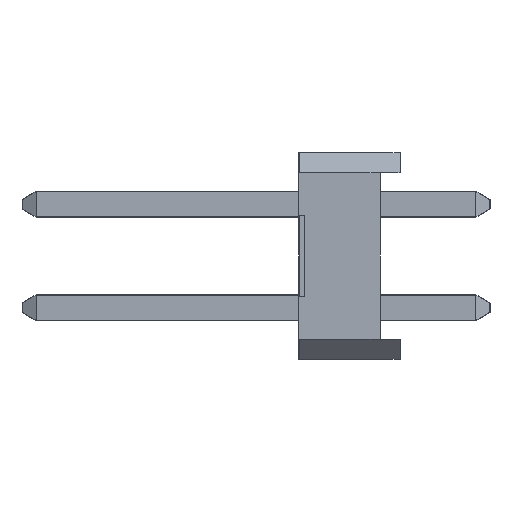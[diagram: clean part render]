
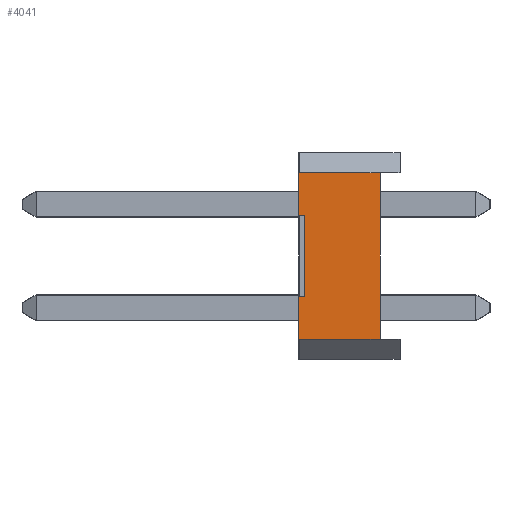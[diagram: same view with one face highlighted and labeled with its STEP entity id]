
A CAD part, left-side view. The second image highlights one B-rep face of the part: STEP entity #4041.
In plain terms, the highlighted planar face has unit normal (-1, 0, 0).
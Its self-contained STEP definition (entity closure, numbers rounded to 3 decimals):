
#23 = EDGE_CURVE ( 'NONE', #2527, #2610, #2029, .T. ) ;
#105 = DIRECTION ( 'NONE',  ( 0., 1., 0. ) ) ;
#116 = DIRECTION ( 'NONE',  ( 0., 0., 1. ) ) ;
#122 = CARTESIAN_POINT ( 'NONE',  ( -1.27, 2.49, -2.04 ) ) ;
#183 = CARTESIAN_POINT ( 'NONE',  ( -1.27, 2.5, 1.01 ) ) ;
#200 = ORIENTED_EDGE ( 'NONE', *, *, #484, .T. ) ;
#228 = CARTESIAN_POINT ( 'NONE',  ( -1.27, 0.5, 2.04 ) ) ;
#247 = EDGE_CURVE ( 'NONE', #375, #1044, #3260, .T. ) ;
#283 = CARTESIAN_POINT ( 'NONE',  ( -1.27, 2.49, -2.03 ) ) ;
#289 = CARTESIAN_POINT ( 'NONE',  ( -1.27, -4.081, -2.04 ) ) ;
#313 = VERTEX_POINT ( 'NONE', #2079 ) ;
#322 = VECTOR ( 'NONE', #4068, 1000. ) ;
#375 = VERTEX_POINT ( 'NONE', #3294 ) ;
#424 = EDGE_CURVE ( 'NONE', #4076, #3936, #3971, .T. ) ;
#478 = DIRECTION ( 'NONE',  ( -1., 0., 0. ) ) ;
#484 = EDGE_CURVE ( 'NONE', #313, #375, #2181, .T. ) ;
#495 = CARTESIAN_POINT ( 'NONE',  ( -1.27, 2.49, 1. ) ) ;
#515 = VECTOR ( 'NONE', #2457, 1000. ) ;
#534 = DIRECTION ( 'NONE',  ( 0., 0., 1. ) ) ;
#547 = CARTESIAN_POINT ( 'NONE',  ( -1.27, 2.35, 1. ) ) ;
#572 = CARTESIAN_POINT ( 'NONE',  ( -1.27, 2.49, -1. ) ) ;
#574 = CARTESIAN_POINT ( 'NONE',  ( -1.27, 2.35, 1. ) ) ;
#641 = DIRECTION ( 'NONE',  ( -1., 0., 0. ) ) ;
#802 = VERTEX_POINT ( 'NONE', #2333 ) ;
#811 = LINE ( 'NONE', #3344, #3589 ) ;
#835 = EDGE_LOOP ( 'NONE', ( #3605, #3894, #942, #1811, #1477, #1861, #1345, #1160, #3269, #3968, #3996, #200 ) ) ;
#876 = DIRECTION ( 'NONE',  ( 0., 0., 1. ) ) ;
#882 = DIRECTION ( 'NONE',  ( 0., 0., 1. ) ) ;
#942 = ORIENTED_EDGE ( 'NONE', *, *, #2361, .F. ) ;
#943 = CARTESIAN_POINT ( 'NONE',  ( -1.27, -4.081, 2.04 ) ) ;
#960 = VERTEX_POINT ( 'NONE', #183 ) ;
#1039 = EDGE_CURVE ( 'NONE', #3936, #3128, #3455, .T. ) ;
#1044 = VERTEX_POINT ( 'NONE', #2201 ) ;
#1054 = LINE ( 'NONE', #1076, #2447 ) ;
#1076 = CARTESIAN_POINT ( 'NONE',  ( -1.27, 2.35, -1. ) ) ;
#1160 = ORIENTED_EDGE ( 'NONE', *, *, #2616, .T. ) ;
#1175 = AXIS2_PLACEMENT_3D ( 'NONE', #2050, #478, #3266 ) ;
#1197 = DIRECTION ( 'NONE',  ( -1., 0., 0. ) ) ;
#1264 = EDGE_CURVE ( 'NONE', #4076, #1921, #1054, .T. ) ;
#1316 = DIRECTION ( 'NONE',  ( 0., 1., 0. ) ) ;
#1345 = ORIENTED_EDGE ( 'NONE', *, *, #1264, .T. ) ;
#1477 = ORIENTED_EDGE ( 'NONE', *, *, #1039, .F. ) ;
#1487 = DIRECTION ( 'NONE',  ( 0., 0., 1. ) ) ;
#1497 = DIRECTION ( 'NONE',  ( -1., 0., 0. ) ) ;
#1546 = DIRECTION ( 'NONE',  ( 0., 1., 0. ) ) ;
#1634 = VECTOR ( 'NONE', #116, 1000. ) ;
#1811 = ORIENTED_EDGE ( 'NONE', *, *, #3230, .T. ) ;
#1826 = CARTESIAN_POINT ( 'NONE',  ( -1.27, 2.5, 2.03 ) ) ;
#1861 = ORIENTED_EDGE ( 'NONE', *, *, #424, .F. ) ;
#1876 = FACE_OUTER_BOUND ( 'NONE', #835, .T. ) ;
#1921 = VERTEX_POINT ( 'NONE', #572 ) ;
#1943 = CARTESIAN_POINT ( 'NONE',  ( -1.27, -4.081, 2.04 ) ) ;
#2029 = CIRCLE ( 'NONE', #2362, 0.01 ) ;
#2050 = CARTESIAN_POINT ( 'NONE',  ( -1.27, 2.49, -1.01 ) ) ;
#2079 = CARTESIAN_POINT ( 'NONE',  ( -1.27, 0.5, -2.04 ) ) ;
#2170 = LINE ( 'NONE', #289, #3723 ) ;
#2181 = LINE ( 'NONE', #228, #515 ) ;
#2201 = CARTESIAN_POINT ( 'NONE',  ( -1.27, 2.49, 2.04 ) ) ;
#2238 = CARTESIAN_POINT ( 'NONE',  ( -1.27, 2.35, -1. ) ) ;
#2333 = CARTESIAN_POINT ( 'NONE',  ( -1.27, 2.5, -1.01 ) ) ;
#2361 = EDGE_CURVE ( 'NONE', #960, #3738, #811, .T. ) ;
#2362 = AXIS2_PLACEMENT_3D ( 'NONE', #283, #641, #2465 ) ;
#2447 = VECTOR ( 'NONE', #105, 1000. ) ;
#2457 = DIRECTION ( 'NONE',  ( 0., 0., 1. ) ) ;
#2465 = DIRECTION ( 'NONE',  ( 0., 0., 1. ) ) ;
#2516 = CIRCLE ( 'NONE', #3596, 0.01 ) ;
#2527 = VERTEX_POINT ( 'NONE', #3205 ) ;
#2559 = EDGE_CURVE ( 'NONE', #313, #2610, #2170, .T. ) ;
#2610 = VERTEX_POINT ( 'NONE', #122 ) ;
#2616 = EDGE_CURVE ( 'NONE', #1921, #802, #3309, .T. ) ;
#2667 = CARTESIAN_POINT ( 'NONE',  ( -1.27, 2.35, -1. ) ) ;
#2701 = DIRECTION ( 'NONE',  ( 0., 0., 1. ) ) ;
#2760 = EDGE_CURVE ( 'NONE', #1044, #3738, #3925, .T. ) ;
#2854 = VECTOR ( 'NONE', #2701, 1000. ) ;
#3025 = LINE ( 'NONE', #3991, #2854 ) ;
#3093 = VECTOR ( 'NONE', #1316, 1000. ) ;
#3128 = VERTEX_POINT ( 'NONE', #495 ) ;
#3171 = PLANE ( 'NONE',  #3386 ) ;
#3205 = CARTESIAN_POINT ( 'NONE',  ( -1.27, 2.5, -2.03 ) ) ;
#3230 = EDGE_CURVE ( 'NONE', #960, #3128, #2516, .T. ) ;
#3249 = AXIS2_PLACEMENT_3D ( 'NONE', #4004, #1197, #882 ) ;
#3260 = LINE ( 'NONE', #1943, #3093 ) ;
#3266 = DIRECTION ( 'NONE',  ( 0., 0., 1. ) ) ;
#3269 = ORIENTED_EDGE ( 'NONE', *, *, #3543, .F. ) ;
#3294 = CARTESIAN_POINT ( 'NONE',  ( -1.27, 0.5, 2.04 ) ) ;
#3309 = CIRCLE ( 'NONE', #1175, 0.01 ) ;
#3344 = CARTESIAN_POINT ( 'NONE',  ( -1.27, 2.5, 2.04 ) ) ;
#3374 = CARTESIAN_POINT ( 'NONE',  ( -1.27, 2.49, 1.01 ) ) ;
#3386 = AXIS2_PLACEMENT_3D ( 'NONE', #943, #1497, #876 ) ;
#3399 = DIRECTION ( 'NONE',  ( -1., 0., 0. ) ) ;
#3455 = LINE ( 'NONE', #547, #322 ) ;
#3543 = EDGE_CURVE ( 'NONE', #2527, #802, #3025, .T. ) ;
#3589 = VECTOR ( 'NONE', #1487, 1000. ) ;
#3596 = AXIS2_PLACEMENT_3D ( 'NONE', #3374, #3399, #534 ) ;
#3605 = ORIENTED_EDGE ( 'NONE', *, *, #247, .T. ) ;
#3723 = VECTOR ( 'NONE', #1546, 1000. ) ;
#3738 = VERTEX_POINT ( 'NONE', #1826 ) ;
#3894 = ORIENTED_EDGE ( 'NONE', *, *, #2760, .T. ) ;
#3925 = CIRCLE ( 'NONE', #3249, 0.01 ) ;
#3936 = VERTEX_POINT ( 'NONE', #574 ) ;
#3968 = ORIENTED_EDGE ( 'NONE', *, *, #23, .T. ) ;
#3971 = LINE ( 'NONE', #2667, #1634 ) ;
#3991 = CARTESIAN_POINT ( 'NONE',  ( -1.27, 2.5, 2.04 ) ) ;
#3996 = ORIENTED_EDGE ( 'NONE', *, *, #2559, .F. ) ;
#4004 = CARTESIAN_POINT ( 'NONE',  ( -1.27, 2.49, 2.03 ) ) ;
#4041 = ADVANCED_FACE ( 'NONE', ( #1876 ), #3171, .T. ) ;
#4068 = DIRECTION ( 'NONE',  ( 0., 1., 0. ) ) ;
#4076 = VERTEX_POINT ( 'NONE', #2238 ) ;
